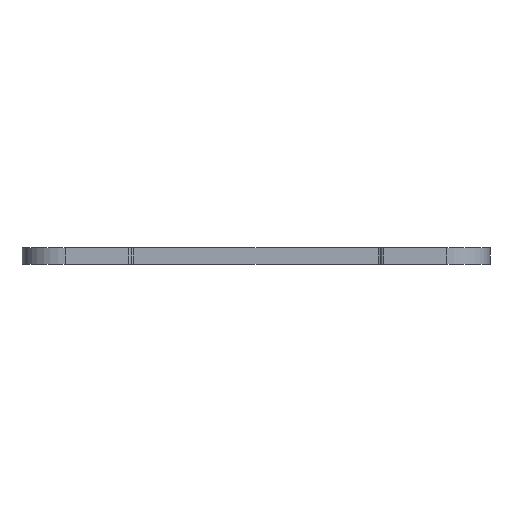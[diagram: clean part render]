
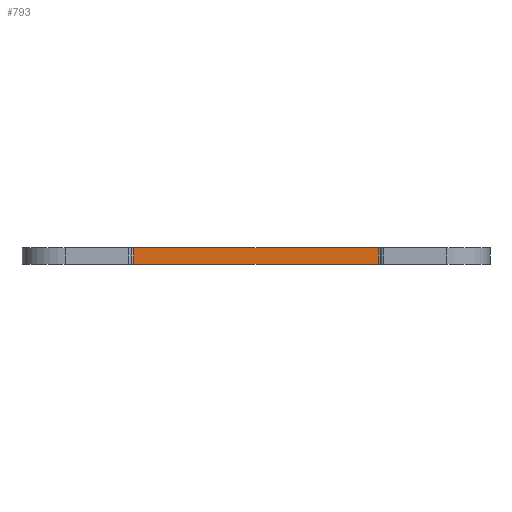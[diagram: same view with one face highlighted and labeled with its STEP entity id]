
A CAD part, front view. The second image highlights one B-rep face of the part: STEP entity #793.
In plain terms, the highlighted planar face has unit normal (0, -1, 0).
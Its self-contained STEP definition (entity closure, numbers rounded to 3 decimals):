
#21=PLANE('',#863);
#49=FACE_OUTER_BOUND('',#91,.T.);
#91=EDGE_LOOP('',(#605,#606,#607,#608));
#137=LINE('',#1215,#217);
#161=LINE('',#1289,#241);
#163=LINE('',#1293,#243);
#164=LINE('',#1294,#244);
#217=VECTOR('',#957,44.8);
#241=VECTOR('',#1025,3.);
#243=VECTOR('',#1029,44.8);
#244=VECTOR('',#1030,3.);
#348=VERTEX_POINT('',#1212);
#349=VERTEX_POINT('',#1214);
#377=VERTEX_POINT('',#1287);
#378=VERTEX_POINT('',#1292);
#430=EDGE_CURVE('',#348,#349,#137,.T.);
#467=EDGE_CURVE('',#377,#348,#161,.T.);
#469=EDGE_CURVE('',#378,#377,#163,.T.);
#470=EDGE_CURVE('',#349,#378,#164,.T.);
#605=ORIENTED_EDGE('',*,*,#467,.F.);
#606=ORIENTED_EDGE('',*,*,#469,.F.);
#607=ORIENTED_EDGE('',*,*,#470,.F.);
#608=ORIENTED_EDGE('',*,*,#430,.F.);
#793=ADVANCED_FACE('',(#49),#21,.F.);
#863=AXIS2_PLACEMENT_3D('',#1291,#1027,#1028);
#957=DIRECTION('',(1.,0.,0.));
#1025=DIRECTION('',(0.,0.,1.));
#1027=DIRECTION('center_axis',(0.,1.,0.));
#1028=DIRECTION('ref_axis',(0.,0.,1.));
#1029=DIRECTION('',(-1.,0.,0.));
#1030=DIRECTION('',(0.,0.,-1.));
#1212=CARTESIAN_POINT('',(-22.4,-86.3,3.));
#1214=CARTESIAN_POINT('',(22.4,-86.3,3.));
#1215=CARTESIAN_POINT('',(-11.45,-86.3,3.));
#1287=CARTESIAN_POINT('',(-22.4,-86.3,0.));
#1289=CARTESIAN_POINT('',(-22.4,-86.3,0.));
#1291=CARTESIAN_POINT('Origin',(-22.9,-86.3,0.));
#1292=CARTESIAN_POINT('',(22.4,-86.3,0.));
#1293=CARTESIAN_POINT('',(-11.45,-86.3,0.));
#1294=CARTESIAN_POINT('',(22.4,-86.3,0.));
